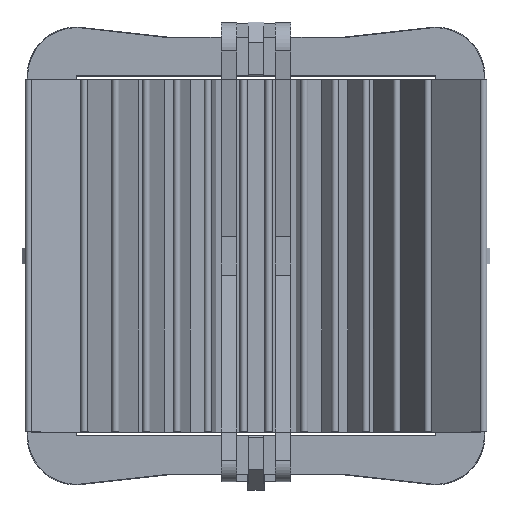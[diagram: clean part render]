
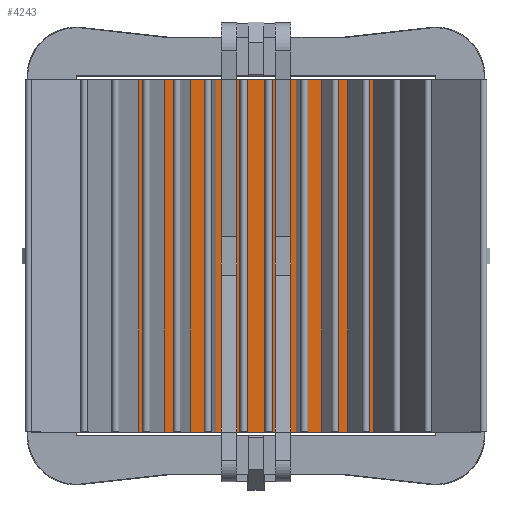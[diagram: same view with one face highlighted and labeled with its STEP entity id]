
A CAD part, top view. The second image highlights one B-rep face of the part: STEP entity #4243.
In plain terms, the highlighted planar face has unit normal (0, 0, 1).
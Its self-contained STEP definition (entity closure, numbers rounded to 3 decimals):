
#227=PLANE('',#4577);
#458=FACE_OUTER_BOUND('',#704,.T.);
#704=EDGE_LOOP('',(#3656,#3657,#3658,#3659));
#1117=LINE('',#6660,#1623);
#1123=LINE('',#6672,#1629);
#1126=LINE('',#6677,#1632);
#1127=LINE('',#6679,#1633);
#1623=VECTOR('',#5428,34.25);
#1629=VECTOR('',#5436,34.25);
#1632=VECTOR('',#5443,34.25);
#1633=VECTOR('',#5446,34.25);
#2139=VERTEX_POINT('',#6657);
#2140=VERTEX_POINT('',#6659);
#2142=VERTEX_POINT('',#6665);
#2145=VERTEX_POINT('',#6670);
#2665=EDGE_CURVE('',#2139,#2140,#1117,.T.);
#2671=EDGE_CURVE('',#2145,#2142,#1123,.T.);
#2674=EDGE_CURVE('',#2140,#2145,#1126,.T.);
#2675=EDGE_CURVE('',#2139,#2142,#1127,.T.);
#3656=ORIENTED_EDGE('',*,*,#2675,.T.);
#3657=ORIENTED_EDGE('',*,*,#2671,.F.);
#3658=ORIENTED_EDGE('',*,*,#2674,.F.);
#3659=ORIENTED_EDGE('',*,*,#2665,.F.);
#4243=ADVANCED_FACE('',(#458),#227,.F.);
#4577=AXIS2_PLACEMENT_3D('',#6678,#5444,#5445);
#5428=DIRECTION('',(-1.,0.,0.));
#5436=DIRECTION('',(1.,0.,0.));
#5443=DIRECTION('',(0.,1.,0.));
#5444=DIRECTION('center_axis',(0.,0.,-1.));
#5445=DIRECTION('ref_axis',(0.,1.,0.));
#5446=DIRECTION('',(0.,1.,0.));
#6657=CARTESIAN_POINT('',(17.125,-17.125,5.75));
#6659=CARTESIAN_POINT('',(-17.125,-17.125,5.75));
#6660=CARTESIAN_POINT('',(0.,-17.125,5.75));
#6665=CARTESIAN_POINT('',(17.125,17.125,5.75));
#6670=CARTESIAN_POINT('',(-17.125,17.125,5.75));
#6672=CARTESIAN_POINT('',(0.,17.125,5.75));
#6677=CARTESIAN_POINT('',(-17.125,0.,5.75));
#6678=CARTESIAN_POINT('Origin',(0.,0.,5.75));
#6679=CARTESIAN_POINT('',(17.125,0.,5.75));
